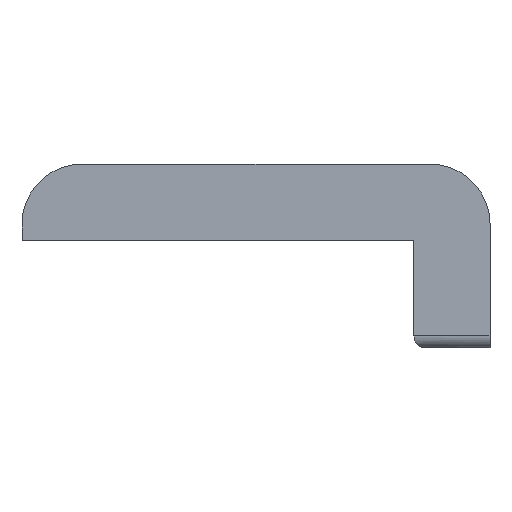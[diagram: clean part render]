
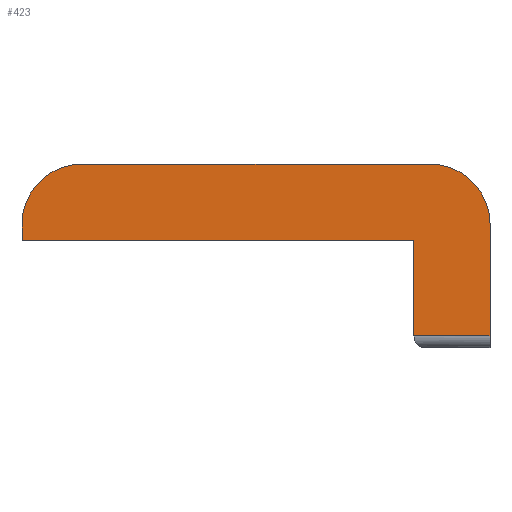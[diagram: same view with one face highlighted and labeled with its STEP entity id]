
A CAD part, front view. The second image highlights one B-rep face of the part: STEP entity #423.
In plain terms, the highlighted planar face has unit normal (0, -1, 0).
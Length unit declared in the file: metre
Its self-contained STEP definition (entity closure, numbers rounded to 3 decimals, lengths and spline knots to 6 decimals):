
#38=FACE_OUTER_BOUND('',#62,.T.);
#62=EDGE_LOOP('',(#325,#326,#327,#328,#329,#330,#331,#332));
#88=LINE('',#679,#129);
#90=LINE('',#684,#131);
#95=LINE('',#709,#136);
#96=LINE('',#713,#137);
#97=LINE('',#715,#138);
#98=LINE('',#716,#139);
#129=VECTOR('',#531,0.01);
#131=VECTOR('',#537,1.);
#136=VECTOR('',#550,1.);
#137=VECTOR('',#553,1.);
#138=VECTOR('',#554,1.);
#139=VECTOR('',#555,1.);
#169=CIRCLE('',#470,0.005);
#170=CIRCLE('',#471,0.005);
#194=VERTEX_POINT('',#676);
#195=VERTEX_POINT('',#678);
#196=VERTEX_POINT('',#682);
#200=VERTEX_POINT('',#706);
#201=VERTEX_POINT('',#708);
#202=VERTEX_POINT('',#710);
#203=VERTEX_POINT('',#712);
#204=VERTEX_POINT('',#714);
#239=EDGE_CURVE('',#194,#195,#88,.T.);
#242=EDGE_CURVE('',#194,#196,#90,.T.);
#249=EDGE_CURVE('',#196,#200,#169,.T.);
#250=EDGE_CURVE('',#201,#200,#95,.T.);
#251=EDGE_CURVE('',#201,#202,#170,.T.);
#252=EDGE_CURVE('',#203,#202,#96,.T.);
#253=EDGE_CURVE('',#203,#204,#97,.T.);
#254=EDGE_CURVE('',#195,#204,#98,.T.);
#325=ORIENTED_EDGE('',*,*,#239,.F.);
#326=ORIENTED_EDGE('',*,*,#242,.T.);
#327=ORIENTED_EDGE('',*,*,#249,.T.);
#328=ORIENTED_EDGE('',*,*,#250,.F.);
#329=ORIENTED_EDGE('',*,*,#251,.T.);
#330=ORIENTED_EDGE('',*,*,#252,.F.);
#331=ORIENTED_EDGE('',*,*,#253,.T.);
#332=ORIENTED_EDGE('',*,*,#254,.F.);
#406=PLANE('',#469);
#423=ADVANCED_FACE('',(#38),#406,.T.);
#469=AXIS2_PLACEMENT_3D('',#705,#546,#547);
#470=AXIS2_PLACEMENT_3D('',#707,#548,#549);
#471=AXIS2_PLACEMENT_3D('',#711,#551,#552);
#531=DIRECTION('',(-1.,0.,0.));
#537=DIRECTION('',(0.,0.,1.));
#546=DIRECTION('center_axis',(0.,-1.,0.));
#547=DIRECTION('ref_axis',(0.,0.,-1.));
#548=DIRECTION('center_axis',(0.,-1.,0.));
#549=DIRECTION('ref_axis',(0.,0.,-1.));
#550=DIRECTION('',(1.,0.,0.));
#551=DIRECTION('center_axis',(0.,-1.,0.));
#552=DIRECTION('ref_axis',(0.,0.,-1.));
#553=DIRECTION('',(0.,0.,1.));
#554=DIRECTION('',(1.,0.,0.));
#555=DIRECTION('',(0.,0.,1.));
#676=CARTESIAN_POINT('',(0.00635,-0.002,-0.008));
#678=CARTESIAN_POINT('',(0.,-0.002,-0.008));
#679=CARTESIAN_POINT('',(-0.01319,-0.002,-0.008));
#682=CARTESIAN_POINT('',(0.00635,-0.002,0.00135));
#684=CARTESIAN_POINT('',(0.00635,-0.002,-0.039132));
#705=CARTESIAN_POINT('Origin',(-0.032731,-0.002,-0.039132));
#706=CARTESIAN_POINT('',(0.00135,-0.002,0.00635));
#707=CARTESIAN_POINT('Origin',(0.00135,-0.002,0.00135));
#708=CARTESIAN_POINT('',(-0.027731,-0.002,0.00635));
#709=CARTESIAN_POINT('',(-0.032731,-0.002,0.00635));
#710=CARTESIAN_POINT('',(-0.032731,-0.002,0.00135));
#711=CARTESIAN_POINT('Origin',(-0.027731,-0.002,0.00135));
#712=CARTESIAN_POINT('',(-0.032731,-0.002,0.));
#713=CARTESIAN_POINT('',(-0.032731,-0.002,-0.039132));
#714=CARTESIAN_POINT('',(0.,-0.002,0.));
#715=CARTESIAN_POINT('',(-0.032731,-0.002,0.));
#716=CARTESIAN_POINT('',(0.,-0.002,0.));
